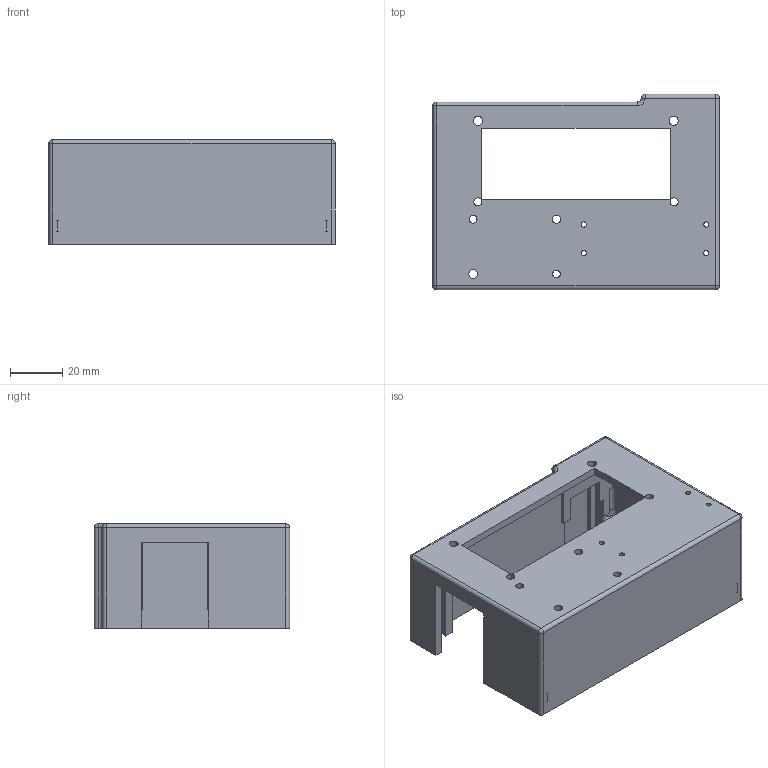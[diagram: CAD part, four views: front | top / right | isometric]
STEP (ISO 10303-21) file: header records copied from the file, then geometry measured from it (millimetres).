
FILE_DESCRIPTION (( 'STEP AP214' ), '1' );
FILE_NAME ('housing 2.0.STEP', '2025-07-03T18:36:20', ( '' ), ( '' ), 'SwSTEP 2.0', 'SolidWorks 2023', '' );
FILE_SCHEMA (( 'AUTOMOTIVE_DESIGN' ));
Length unit declared in the file: millimetre
Products named in the file (1): housing 2.0
Bounding box: 110 x 75 x 40 mm (x, y, z)
Volume: 56656 mm3; surface area: 39847.3 mm2
Topology: 1 solids, 1 shells, 144 faces, 413 edges, 266 vertices
Faces by surface type: plane 84, cylinder 54, sphere 5, torus 1
Entity records: 4753 total; most frequent: CARTESIAN_POINT 819, ORIENTED_EDGE 816, DIRECTION 808, EDGE_CURVE 408, LINE 298, VECTOR 298, VERTEX_POINT 266, AXIS2_PLACEMENT_3D 255
